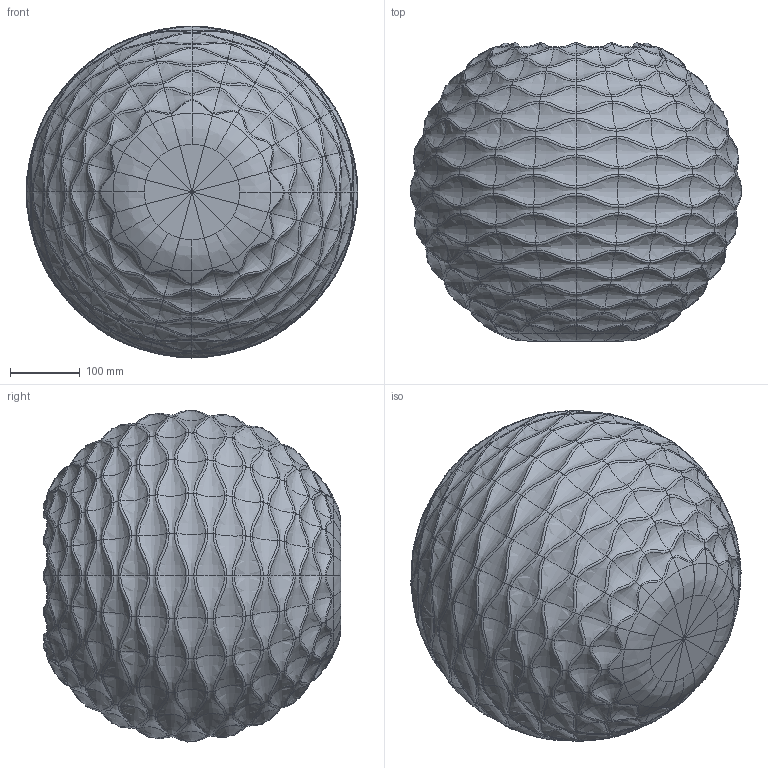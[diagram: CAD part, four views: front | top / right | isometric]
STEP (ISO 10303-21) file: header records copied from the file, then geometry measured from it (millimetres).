
FILE_DESCRIPTION(('FreeCAD Model'),'2;1');
FILE_NAME('Open CASCADE Shape Model','2025-05-01T20:51:37',('FreeCAD'),( 'FreeCAD'),'Open CASCADE STEP processor 7.6','FreeCAD','Unknown');
FILE_SCHEMA(('AUTOMOTIVE_DESIGN { 1 0 10303 214 1 1 1 1 }'));
Products named in the file (1): Open CASCADE STEP translator 7.6 1
Bounding box: 476.17 x 427.4 x 476.17 mm (x, y, z)
Volume: 7678716.5 mm3; surface area: 1484955.9 mm2
Topology: 12 solids, 12 shells, 1032 faces, 2544 edges, 1536 vertices
Faces by surface type: bspline 1032
Entity records: 265572 total; most frequent: CARTESIAN_POINT 250149, ORIENTED_EDGE 5088, EDGE_CURVE 2544, B_SPLINE_CURVE_WITH_KNOTS 2544, VERTEX_POINT 1536, ADVANCED_FACE 1032, FACE_BOUND 1032, EDGE_LOOP 1032
